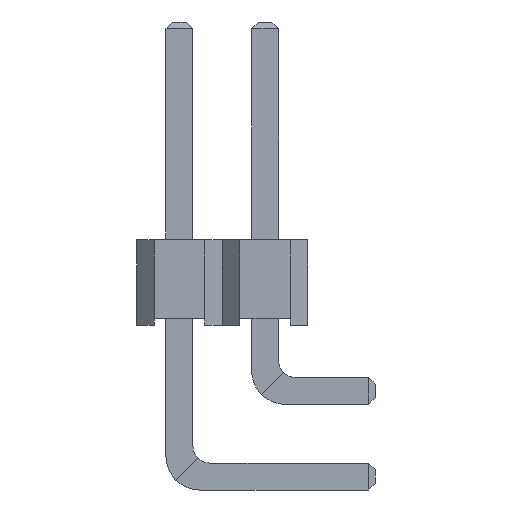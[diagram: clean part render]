
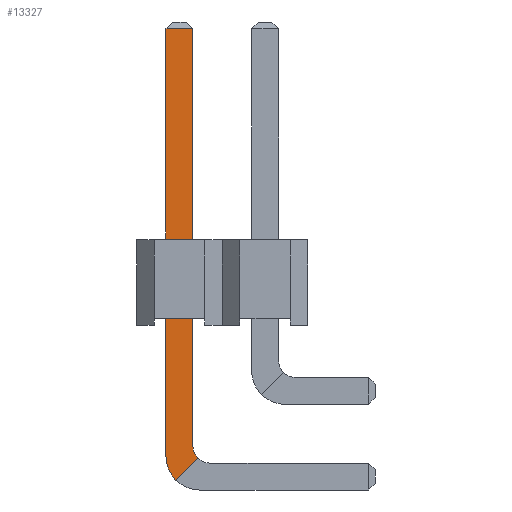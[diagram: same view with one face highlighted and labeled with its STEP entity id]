
A CAD part, front view. The second image highlights one B-rep face of the part: STEP entity #13327.
In plain terms, the highlighted planar face has unit normal (0, -1, 0).
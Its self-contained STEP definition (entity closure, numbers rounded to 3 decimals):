
#12584 = PLANE('',#12585);
#12585 = AXIS2_PLACEMENT_3D('',#12586,#12587,#12588);
#12586 = CARTESIAN_POINT('',(-2.14,-12.3,9.));
#12587 = DIRECTION('',(1.,0.,0.));
#12588 = DIRECTION('',(0.,-1.,0.));
#12617 = CYLINDRICAL_SURFACE('',#12618,0.5);
#12618 = AXIS2_PLACEMENT_3D('',#12619,#12620,#12621);
#12619 = CARTESIAN_POINT('',(-1.64,-12.3,-3.58));
#12620 = DIRECTION('',(0.,-1.,0.));
#12621 = DIRECTION('',(-1.,0.,0.));
#12678 = CYLINDRICAL_SURFACE('',#12679,1.);
#12679 = AXIS2_PLACEMENT_3D('',#12680,#12681,#12682);
#12680 = CARTESIAN_POINT('',(-1.94,-12.3,-3.88));
#12681 = DIRECTION('',(-0.,-1.,0.));
#12682 = DIRECTION('',(-1.,0.,0.));
#12706 = PLANE('',#12707);
#12707 = AXIS2_PLACEMENT_3D('',#12708,#12709,#12710);
#12708 = CARTESIAN_POINT('',(-2.94,-13.1,9.));
#12709 = DIRECTION('',(-1.,0.,0.));
#12710 = DIRECTION('',(0.,1.,0.));
#12749 = VERTEX_POINT('',#12750);
#12750 = CARTESIAN_POINT('',(-2.14,-13.1,8.8));
#12776 = EDGE_CURVE('',#12749,#12777,#12779,.T.);
#12777 = VERTEX_POINT('',#12778);
#12778 = CARTESIAN_POINT('',(-2.14,-13.1,-3.58));
#12779 = SURFACE_CURVE('',#12780,(#12784,#12791),.PCURVE_S1.);
#12780 = LINE('',#12781,#12782);
#12781 = CARTESIAN_POINT('',(-2.14,-13.1,9.));
#12782 = VECTOR('',#12783,1.);
#12783 = DIRECTION('',(0.,0.,-1.));
#12784 = PCURVE('',#12584,#12785);
#12785 = DEFINITIONAL_REPRESENTATION('',(#12786),#12790);
#12786 = LINE('',#12787,#12788);
#12787 = CARTESIAN_POINT('',(0.8,0.));
#12788 = VECTOR('',#12789,1.);
#12789 = DIRECTION('',(0.,1.));
#12790 = ( GEOMETRIC_REPRESENTATION_CONTEXT(2) 
PARAMETRIC_REPRESENTATION_CONTEXT() REPRESENTATION_CONTEXT('2D SPACE',''
  ) );
#12791 = PCURVE('',#12792,#12797);
#12792 = PLANE('',#12793);
#12793 = AXIS2_PLACEMENT_3D('',#12794,#12795,#12796);
#12794 = CARTESIAN_POINT('',(-2.14,-13.1,9.));
#12795 = DIRECTION('',(-0.,-1.,0.));
#12796 = DIRECTION('',(-1.,0.,0.));
#12797 = DEFINITIONAL_REPRESENTATION('',(#12798),#12802);
#12798 = LINE('',#12799,#12800);
#12799 = CARTESIAN_POINT('',(0.,0.));
#12800 = VECTOR('',#12801,1.);
#12801 = DIRECTION('',(0.,1.));
#12802 = ( GEOMETRIC_REPRESENTATION_CONTEXT(2) 
PARAMETRIC_REPRESENTATION_CONTEXT() REPRESENTATION_CONTEXT('2D SPACE',''
  ) );
#12967 = VERTEX_POINT('',#12968);
#12968 = CARTESIAN_POINT('',(-1.994,-13.1,-3.934));
#12983 = PLANE('',#12984);
#12984 = AXIS2_PLACEMENT_3D('',#12985,#12986,#12987);
#12985 = CARTESIAN_POINT('',(-2.54,-13.1,-4.08));
#12986 = DIRECTION('',(0.,-1.,0.));
#12987 = DIRECTION('',(0.,0.,-1.));
#12995 = EDGE_CURVE('',#12777,#12967,#12996,.T.);
#12996 = SURFACE_CURVE('',#12997,(#13002,#13009),.PCURVE_S1.);
#12997 = CIRCLE('',#12998,0.5);
#12998 = AXIS2_PLACEMENT_3D('',#12999,#13000,#13001);
#12999 = CARTESIAN_POINT('',(-1.64,-13.1,-3.58));
#13000 = DIRECTION('',(0.,-1.,0.));
#13001 = DIRECTION('',(0.,0.,-1.));
#13002 = PCURVE('',#12617,#13003);
#13003 = DEFINITIONAL_REPRESENTATION('',(#13004),#13008);
#13004 = LINE('',#13005,#13006);
#13005 = CARTESIAN_POINT('',(-4.712,0.8));
#13006 = VECTOR('',#13007,1.);
#13007 = DIRECTION('',(1.,0.));
#13008 = ( GEOMETRIC_REPRESENTATION_CONTEXT(2) 
PARAMETRIC_REPRESENTATION_CONTEXT() REPRESENTATION_CONTEXT('2D SPACE',''
  ) );
#13009 = PCURVE('',#12792,#13010);
#13010 = DEFINITIONAL_REPRESENTATION('',(#13011),#13015);
#13011 = CIRCLE('',#13012,0.5);
#13012 = AXIS2_PLACEMENT_2D('',#13013,#13014);
#13013 = CARTESIAN_POINT('',(-0.5,12.58));
#13014 = DIRECTION('',(0.,1.));
#13015 = ( GEOMETRIC_REPRESENTATION_CONTEXT(2) 
PARAMETRIC_REPRESENTATION_CONTEXT() REPRESENTATION_CONTEXT('2D SPACE',''
  ) );
#13021 = EDGE_CURVE('',#13022,#13024,#13026,.T.);
#13022 = VERTEX_POINT('',#13023);
#13023 = CARTESIAN_POINT('',(-2.94,-13.1,8.8));
#13024 = VERTEX_POINT('',#13025);
#13025 = CARTESIAN_POINT('',(-2.94,-13.1,-3.88));
#13026 = SURFACE_CURVE('',#13027,(#13031,#13038),.PCURVE_S1.);
#13027 = LINE('',#13028,#13029);
#13028 = CARTESIAN_POINT('',(-2.94,-13.1,9.));
#13029 = VECTOR('',#13030,1.);
#13030 = DIRECTION('',(0.,0.,-1.));
#13031 = PCURVE('',#12706,#13032);
#13032 = DEFINITIONAL_REPRESENTATION('',(#13033),#13037);
#13033 = LINE('',#13034,#13035);
#13034 = CARTESIAN_POINT('',(0.,0.));
#13035 = VECTOR('',#13036,1.);
#13036 = DIRECTION('',(0.,1.));
#13037 = ( GEOMETRIC_REPRESENTATION_CONTEXT(2) 
PARAMETRIC_REPRESENTATION_CONTEXT() REPRESENTATION_CONTEXT('2D SPACE',''
  ) );
#13038 = PCURVE('',#12792,#13039);
#13039 = DEFINITIONAL_REPRESENTATION('',(#13040),#13044);
#13040 = LINE('',#13041,#13042);
#13041 = CARTESIAN_POINT('',(0.8,0.));
#13042 = VECTOR('',#13043,1.);
#13043 = DIRECTION('',(0.,1.));
#13044 = ( GEOMETRIC_REPRESENTATION_CONTEXT(2) 
PARAMETRIC_REPRESENTATION_CONTEXT() REPRESENTATION_CONTEXT('2D SPACE',''
  ) );
#13228 = VERTEX_POINT('',#13229);
#13229 = CARTESIAN_POINT('',(-2.647,-13.1,-4.587));
#13251 = EDGE_CURVE('',#13024,#13228,#13252,.T.);
#13252 = SURFACE_CURVE('',#13253,(#13258,#13265),.PCURVE_S1.);
#13253 = CIRCLE('',#13254,1.);
#13254 = AXIS2_PLACEMENT_3D('',#13255,#13256,#13257);
#13255 = CARTESIAN_POINT('',(-1.94,-13.1,-3.88));
#13256 = DIRECTION('',(0.,-1.,0.));
#13257 = DIRECTION('',(0.,0.,-1.));
#13258 = PCURVE('',#12678,#13259);
#13259 = DEFINITIONAL_REPRESENTATION('',(#13260),#13264);
#13260 = LINE('',#13261,#13262);
#13261 = CARTESIAN_POINT('',(-4.712,0.8));
#13262 = VECTOR('',#13263,1.);
#13263 = DIRECTION('',(1.,0.));
#13264 = ( GEOMETRIC_REPRESENTATION_CONTEXT(2) 
PARAMETRIC_REPRESENTATION_CONTEXT() REPRESENTATION_CONTEXT('2D SPACE',''
  ) );
#13265 = PCURVE('',#12792,#13266);
#13266 = DEFINITIONAL_REPRESENTATION('',(#13267),#13271);
#13267 = CIRCLE('',#13268,1.);
#13268 = AXIS2_PLACEMENT_2D('',#13269,#13270);
#13269 = CARTESIAN_POINT('',(-0.2,12.88));
#13270 = DIRECTION('',(0.,1.));
#13271 = ( GEOMETRIC_REPRESENTATION_CONTEXT(2) 
PARAMETRIC_REPRESENTATION_CONTEXT() REPRESENTATION_CONTEXT('2D SPACE',''
  ) );
#13295 = PLANE('',#13296);
#13296 = AXIS2_PLACEMENT_3D('',#13297,#13298,#13299);
#13297 = CARTESIAN_POINT('',(-2.14,-13.,8.9));
#13298 = DIRECTION('',(0.,-0.707,0.707)
  );
#13299 = DIRECTION('',(-1.,0.,0.));
#13327 = ADVANCED_FACE('',(#13328),#12792,.T.);
#13328 = FACE_BOUND('',#13329,.T.);
#13329 = EDGE_LOOP('',(#13330,#13331,#13352,#13353,#13354,#13375));
#13330 = ORIENTED_EDGE('',*,*,#12776,.F.);
#13331 = ORIENTED_EDGE('',*,*,#13332,.T.);
#13332 = EDGE_CURVE('',#12749,#13022,#13333,.T.);
#13333 = SURFACE_CURVE('',#13334,(#13338,#13345),.PCURVE_S1.);
#13334 = LINE('',#13335,#13336);
#13335 = CARTESIAN_POINT('',(-2.14,-13.1,8.8));
#13336 = VECTOR('',#13337,1.);
#13337 = DIRECTION('',(-1.,0.,0.));
#13338 = PCURVE('',#12792,#13339);
#13339 = DEFINITIONAL_REPRESENTATION('',(#13340),#13344);
#13340 = LINE('',#13341,#13342);
#13341 = CARTESIAN_POINT('',(0.,0.2));
#13342 = VECTOR('',#13343,1.);
#13343 = DIRECTION('',(1.,0.));
#13344 = ( GEOMETRIC_REPRESENTATION_CONTEXT(2) 
PARAMETRIC_REPRESENTATION_CONTEXT() REPRESENTATION_CONTEXT('2D SPACE',''
  ) );
#13345 = PCURVE('',#13295,#13346);
#13346 = DEFINITIONAL_REPRESENTATION('',(#13347),#13351);
#13347 = LINE('',#13348,#13349);
#13348 = CARTESIAN_POINT('',(0.,0.141));
#13349 = VECTOR('',#13350,1.);
#13350 = DIRECTION('',(1.,0.));
#13351 = ( GEOMETRIC_REPRESENTATION_CONTEXT(2) 
PARAMETRIC_REPRESENTATION_CONTEXT() REPRESENTATION_CONTEXT('2D SPACE',''
  ) );
#13352 = ORIENTED_EDGE('',*,*,#13021,.T.);
#13353 = ORIENTED_EDGE('',*,*,#13251,.T.);
#13354 = ORIENTED_EDGE('',*,*,#13355,.F.);
#13355 = EDGE_CURVE('',#12967,#13228,#13356,.T.);
#13356 = SURFACE_CURVE('',#13357,(#13361,#13368),.PCURVE_S1.);
#13357 = LINE('',#13358,#13359);
#13358 = CARTESIAN_POINT('',(-2.14,-13.1,-4.08));
#13359 = VECTOR('',#13360,1.);
#13360 = DIRECTION('',(-0.707,0.,
    -0.707));
#13361 = PCURVE('',#12792,#13362);
#13362 = DEFINITIONAL_REPRESENTATION('',(#13363),#13367);
#13363 = LINE('',#13364,#13365);
#13364 = CARTESIAN_POINT('',(0.,13.08));
#13365 = VECTOR('',#13366,1.);
#13366 = DIRECTION('',(0.707,0.707));
#13367 = ( GEOMETRIC_REPRESENTATION_CONTEXT(2) 
PARAMETRIC_REPRESENTATION_CONTEXT() REPRESENTATION_CONTEXT('2D SPACE',''
  ) );
#13368 = PCURVE('',#12983,#13369);
#13369 = DEFINITIONAL_REPRESENTATION('',(#13370),#13374);
#13370 = LINE('',#13371,#13372);
#13371 = CARTESIAN_POINT('',(0.,0.4));
#13372 = VECTOR('',#13373,1.);
#13373 = DIRECTION('',(0.707,-0.707));
#13374 = ( GEOMETRIC_REPRESENTATION_CONTEXT(2) 
PARAMETRIC_REPRESENTATION_CONTEXT() REPRESENTATION_CONTEXT('2D SPACE',''
  ) );
#13375 = ORIENTED_EDGE('',*,*,#12995,.F.);
